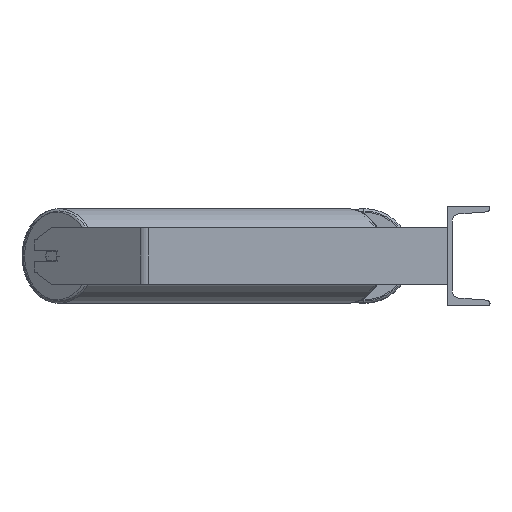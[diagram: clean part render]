
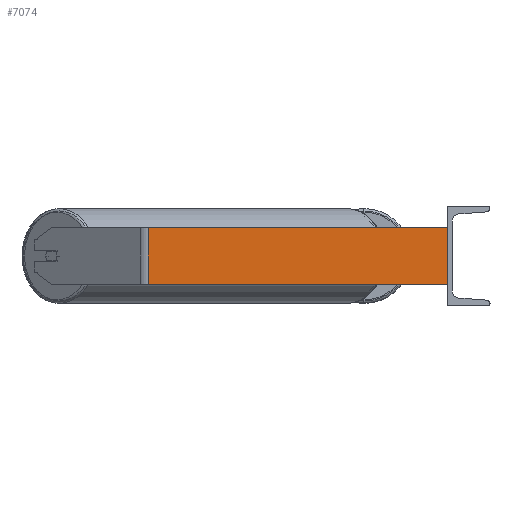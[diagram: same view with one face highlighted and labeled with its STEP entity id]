
A CAD part, left-side view. The second image highlights one B-rep face of the part: STEP entity #7074.
In plain terms, the highlighted planar face has unit normal (-1, 0, 0).
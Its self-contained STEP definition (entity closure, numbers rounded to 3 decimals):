
#302 = VECTOR ( 'NONE', #2470, 1000. ) ;
#379 = LINE ( 'NONE', #7362, #1778 ) ;
#449 = LINE ( 'NONE', #6659, #302 ) ;
#871 = EDGE_CURVE ( 'NONE', #8346, #8618, #8767, .T. ) ;
#945 = ORIENTED_EDGE ( 'NONE', *, *, #1502, .F. ) ;
#1327 = VECTOR ( 'NONE', #2538, 1000. ) ;
#1502 = EDGE_CURVE ( 'NONE', #8346, #4858, #449, .T. ) ;
#1733 = LINE ( 'NONE', #4536, #8222 ) ;
#1778 = VECTOR ( 'NONE', #2442, 1000. ) ;
#2022 = CARTESIAN_POINT ( 'NONE',  ( -985., 419.952, -40. ) ) ;
#2032 = DIRECTION ( 'NONE',  ( 1., 0., 0. ) ) ;
#2138 = DIRECTION ( 'NONE',  ( 0., 0., -1. ) ) ;
#2269 = VERTEX_POINT ( 'NONE', #6816 ) ;
#2442 = DIRECTION ( 'NONE',  ( 0., 0., -1. ) ) ;
#2470 = DIRECTION ( 'NONE',  ( 0., -1., 0. ) ) ;
#2500 = CARTESIAN_POINT ( 'NONE',  ( -985., 419.952, 40. ) ) ;
#2538 = DIRECTION ( 'NONE',  ( 0., 0., -1. ) ) ;
#2590 = ORIENTED_EDGE ( 'NONE', *, *, #2839, .F. ) ;
#2839 = EDGE_CURVE ( 'NONE', #4858, #2269, #379, .T. ) ;
#3072 = EDGE_LOOP ( 'NONE', ( #5813, #2590, #945, #4246 ) ) ;
#4083 = CARTESIAN_POINT ( 'NONE',  ( -985., 419.952, 40. ) ) ;
#4150 = CARTESIAN_POINT ( 'NONE',  ( -985., 0., 40. ) ) ;
#4246 = ORIENTED_EDGE ( 'NONE', *, *, #871, .T. ) ;
#4339 = CARTESIAN_POINT ( 'NONE',  ( -985., 425.775, 40. ) ) ;
#4536 = CARTESIAN_POINT ( 'NONE',  ( -985., 425.775, -40. ) ) ;
#4858 = VERTEX_POINT ( 'NONE', #4150 ) ;
#5813 = ORIENTED_EDGE ( 'NONE', *, *, #5955, .T. ) ;
#5955 = EDGE_CURVE ( 'NONE', #8618, #2269, #1733, .T. ) ;
#6260 = FACE_OUTER_BOUND ( 'NONE', #3072, .T. ) ;
#6629 = AXIS2_PLACEMENT_3D ( 'NONE', #4339, #2032, #2138 ) ;
#6659 = CARTESIAN_POINT ( 'NONE',  ( -985., 425.775, 40. ) ) ;
#6816 = CARTESIAN_POINT ( 'NONE',  ( -985., 0., -40. ) ) ;
#7074 = ADVANCED_FACE ( 'NONE', ( #6260 ), #8279, .F. ) ;
#7303 = DIRECTION ( 'NONE',  ( 0., -1., 0. ) ) ;
#7362 = CARTESIAN_POINT ( 'NONE',  ( -985., 0., 40. ) ) ;
#8222 = VECTOR ( 'NONE', #7303, 1000. ) ;
#8279 = PLANE ( 'NONE',  #6629 ) ;
#8346 = VERTEX_POINT ( 'NONE', #2500 ) ;
#8618 = VERTEX_POINT ( 'NONE', #2022 ) ;
#8767 = LINE ( 'NONE', #4083, #1327 ) ;
